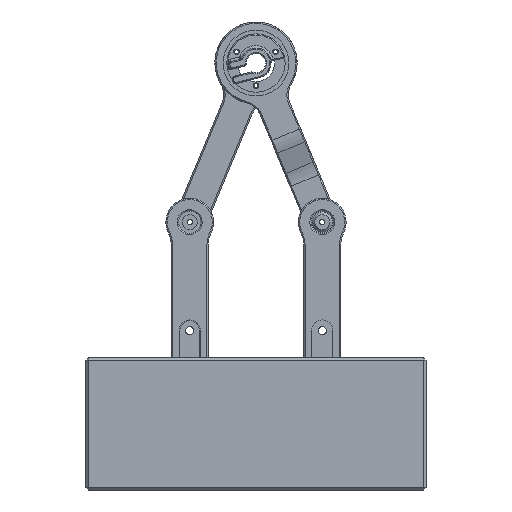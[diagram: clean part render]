
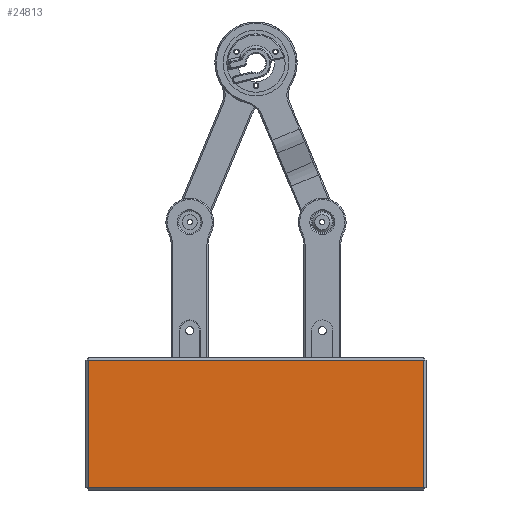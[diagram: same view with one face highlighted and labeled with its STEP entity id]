
A CAD part, front view. The second image highlights one B-rep face of the part: STEP entity #24813.
In plain terms, the highlighted planar face has unit normal (0, -1, 0).
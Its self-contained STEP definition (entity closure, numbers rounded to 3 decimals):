
#2044=PLANE('',#27184);
#3250=FACE_OUTER_BOUND('',#4686,.T.);
#4686=EDGE_LOOP('',(#23288,#23289,#23290,#23291));
#6847=LINE('',#46012,#9022);
#6848=LINE('',#46014,#9023);
#6859=LINE('',#46040,#9034);
#6861=LINE('',#46043,#9036);
#9022=VECTOR('',#33637,10.);
#9023=VECTOR('',#33640,10.);
#9034=VECTOR('',#33673,10.);
#9036=VECTOR('',#33677,10.);
#12566=VERTEX_POINT('',#45967);
#12567=VERTEX_POINT('',#45971);
#12573=VERTEX_POINT('',#46000);
#12576=VERTEX_POINT('',#46008);
#16154=EDGE_CURVE('',#12573,#12576,#6847,.T.);
#16155=EDGE_CURVE('',#12576,#12567,#6848,.T.);
#16169=EDGE_CURVE('',#12566,#12573,#6859,.T.);
#16171=EDGE_CURVE('',#12567,#12566,#6861,.T.);
#23288=ORIENTED_EDGE('',*,*,#16154,.F.);
#23289=ORIENTED_EDGE('',*,*,#16169,.F.);
#23290=ORIENTED_EDGE('',*,*,#16171,.F.);
#23291=ORIENTED_EDGE('',*,*,#16155,.F.);
#24813=ADVANCED_FACE('',(#3250),#2044,.T.);
#27184=AXIS2_PLACEMENT_3D('',#46069,#33706,#33707);
#33637=DIRECTION('',(0.,0.,-1.));
#33640=DIRECTION('',(-1.,0.,0.));
#33673=DIRECTION('',(1.,0.,0.));
#33677=DIRECTION('',(0.,0.,1.));
#33706=DIRECTION('center_axis',(0.,-1.,0.));
#33707=DIRECTION('ref_axis',(0.,0.,1.));
#45967=CARTESIAN_POINT('',(-63.15,-47.237,12.95));
#45971=CARTESIAN_POINT('',(-63.15,-47.237,-35.05));
#46000=CARTESIAN_POINT('',(63.15,-47.237,12.95));
#46008=CARTESIAN_POINT('',(63.15,-47.237,-35.05));
#46012=CARTESIAN_POINT('',(63.15,-47.237,-25.));
#46014=CARTESIAN_POINT('',(64.15,-47.237,-35.05));
#46040=CARTESIAN_POINT('',(64.15,-47.237,12.95));
#46043=CARTESIAN_POINT('',(-63.15,-47.237,-25.));
#46069=CARTESIAN_POINT('Origin',(64.15,-47.237,-36.05));
